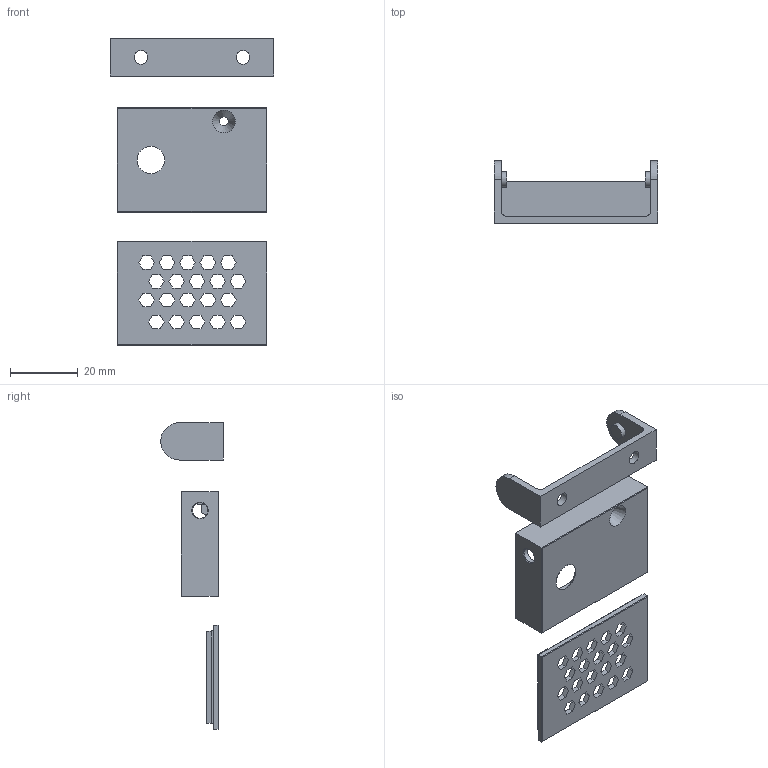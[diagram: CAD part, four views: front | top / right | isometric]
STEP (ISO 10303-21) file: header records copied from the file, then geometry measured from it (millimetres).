
FILE_DESCRIPTION(/* description */ (''),/* implementation_level */ '2;1');
FILE_NAME(/* name */ 'Låda ESP32 CAM v10.step',/* time_stamp */ '2020-03-26T10:17:32+01:00',/* author */ (''),/* organization */ (''),/* preprocessor_version */ 'ST-DEVELOPER v18',/* originating_system */ 'Autodesk Translation Framework v8.12.0.6',/* authorisation */ '');
FILE_SCHEMA (('AUTOMOTIVE_DESIGN { 1 0 10303 214 3 1 1 }'));
Length unit declared in the file: millimetre
Products named in the file (1): Låda: ESP32 CAM
Bounding box: 48.2 x 18.4 x 90.25 mm (x, y, z)
Volume: 7815.6 mm3; surface area: 11022.3 mm2
Topology: 3 solids, 3 shells, 218 faces, 603 edges, 394 vertices
Faces by surface type: plane 202, cylinder 12, cone 4
Full cylindrical faces by diameter (mm): 2.7 x1, 4 x2, 4.5 x4, 8.1 x1
Entity records: 6946 total; most frequent: CARTESIAN_POINT 1216, ORIENTED_EDGE 1206, DIRECTION 1073, EDGE_CURVE 603, LINE 571, VECTOR 571, VERTEX_POINT 394, EDGE_LOOP 275
